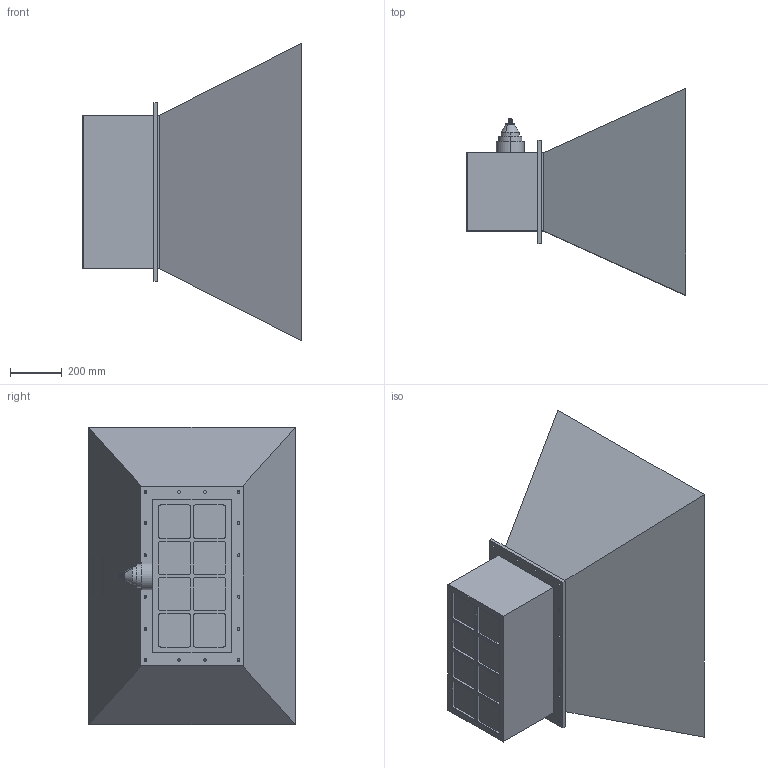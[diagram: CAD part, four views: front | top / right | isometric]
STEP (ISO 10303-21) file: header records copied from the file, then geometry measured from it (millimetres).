
FILE_DESCRIPTION (( 'STEP AP214' ), '1' );
FILE_NAME ('FMWAN2300-10NF_3D.step', '2023-04-28T20:17:25', ( '' ), ( '' ), 'SwSTEP 2.0', 'SolidWorks 2022', '' );
FILE_SCHEMA (( 'AUTOMOTIVE_DESIGN' ));
Length unit declared in the file: inch
Products named in the file (6): Copy of ANF-1304-MA2^ANF-1304_FMWAN2300-10NF; FMWAN2300-10NF^FMWAN2300-10NF; ANF-1304^FMWAN2300-10NF; Copy of ANF-1304-MA1^ANF-1304_FMWAN2300-10NF; FMWAN2300-10NF_3D; Copy of ANF-1304-MA3^ANF-1304_FMWAN2300-10NF
Assembly tree (5 placements, depth 3):
  FMWAN2300-10NF_3D
    FMWAN2300-10NF^FMWAN2300-10NF
    ANF-1304^FMWAN2300-10NF
      Copy of ANF-1304-MA1^ANF-1304_FMWAN2300-10NF
      Copy of ANF-1304-MA2^ANF-1304_FMWAN2300-10NF
      Copy of ANF-1304-MA3^ANF-1304_FMWAN2300-10NF
Bounding box: 850 x 800 x 1150 mm (x, y, z)
Volume: 25054191.2 mm3; surface area: 5202901.6 mm2
Topology: 5 solids, 5 shells, 327 faces, 838 edges, 542 vertices
Faces by surface type: plane 145, cylinder 138, cone 42, bspline 2
Entity records: 10335 total; most frequent: CARTESIAN_POINT 1812, DIRECTION 1808, ORIENTED_EDGE 1668, EDGE_CURVE 834, AXIS2_PLACEMENT_3D 666, VERTEX_POINT 542, LINE 476, VECTOR 476
